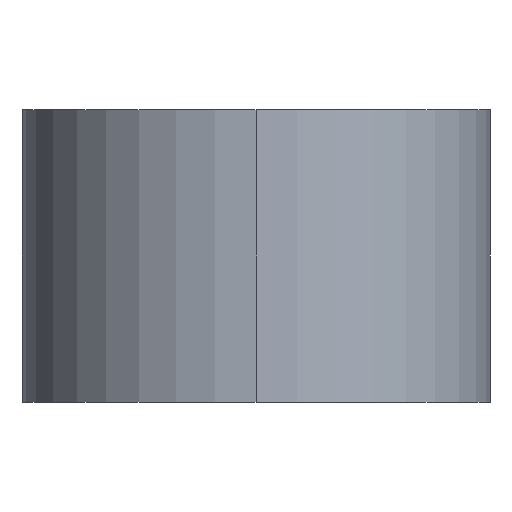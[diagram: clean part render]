
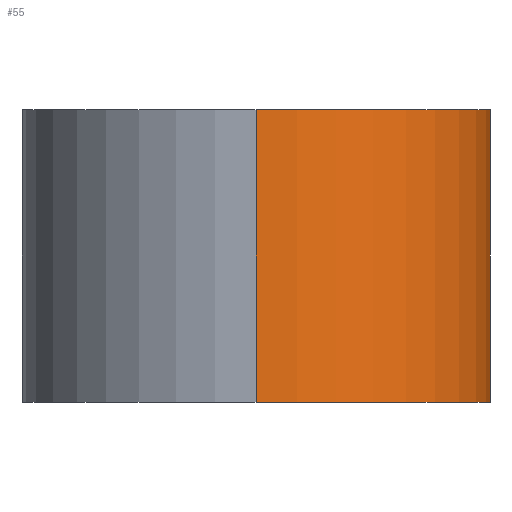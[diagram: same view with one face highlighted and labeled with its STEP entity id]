
A CAD part, left-side view. The second image highlights one B-rep face of the part: STEP entity #55.
In plain terms, the highlighted cylindrical face has radius 3.2 mm (diameter 6.4 mm), a partial arc.
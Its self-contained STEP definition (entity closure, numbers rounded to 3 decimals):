
#28 = EDGE_CURVE ( 'NONE', #303, #364, #345, .T. ) ;
#32 = ORIENTED_EDGE ( 'NONE', *, *, #297, .F. ) ;
#46 = DIRECTION ( 'NONE',  ( 0., 0., 1. ) ) ;
#55 = ADVANCED_FACE ( 'NONE', ( #376 ), #104, .T. ) ;
#57 = DIRECTION ( 'NONE',  ( 0., 0., -1. ) ) ;
#68 = CIRCLE ( 'NONE', #242, 3.2 ) ;
#77 = CARTESIAN_POINT ( 'NONE',  ( -53.5, -3.2, 0. ) ) ;
#88 = ORIENTED_EDGE ( 'NONE', *, *, #129, .T. ) ;
#104 = CYLINDRICAL_SURFACE ( 'NONE', #256, 3.2 ) ;
#128 = EDGE_LOOP ( 'NONE', ( #388, #147, #88, #32 ) ) ;
#129 = EDGE_CURVE ( 'NONE', #364, #211, #68, .T. ) ;
#143 = DIRECTION ( 'NONE',  ( 1., 0., 0. ) ) ;
#147 = ORIENTED_EDGE ( 'NONE', *, *, #28, .T. ) ;
#158 = AXIS2_PLACEMENT_3D ( 'NONE', #213, #235, #385 ) ;
#164 = CARTESIAN_POINT ( 'NONE',  ( -56.7, 0., 4. ) ) ;
#168 = CARTESIAN_POINT ( 'NONE',  ( -53.5, 0., 4. ) ) ;
#180 = CARTESIAN_POINT ( 'NONE',  ( -53.5, -3.2, 4. ) ) ;
#191 = CARTESIAN_POINT ( 'NONE',  ( -56.7, 0., 0. ) ) ;
#192 = VERTEX_POINT ( 'NONE', #231 ) ;
#211 = VERTEX_POINT ( 'NONE', #77 ) ;
#213 = CARTESIAN_POINT ( 'NONE',  ( -53.5, 0., 4. ) ) ;
#223 = VECTOR ( 'NONE', #258, 1000. ) ;
#229 = VECTOR ( 'NONE', #57, 1000. ) ;
#231 = CARTESIAN_POINT ( 'NONE',  ( -53.5, -3.2, 4. ) ) ;
#234 = CIRCLE ( 'NONE', #158, 3.2 ) ;
#235 = DIRECTION ( 'NONE',  ( 0., 0., 1. ) ) ;
#239 = CARTESIAN_POINT ( 'NONE',  ( -56.7, 0., 4. ) ) ;
#242 = AXIS2_PLACEMENT_3D ( 'NONE', #380, #46, #143 ) ;
#256 = AXIS2_PLACEMENT_3D ( 'NONE', #168, #352, #296 ) ;
#258 = DIRECTION ( 'NONE',  ( 0., 0., -1. ) ) ;
#287 = EDGE_CURVE ( 'NONE', #303, #192, #234, .T. ) ;
#296 = DIRECTION ( 'NONE',  ( -1., 0., 0. ) ) ;
#297 = EDGE_CURVE ( 'NONE', #192, #211, #389, .T. ) ;
#303 = VERTEX_POINT ( 'NONE', #239 ) ;
#345 = LINE ( 'NONE', #164, #223 ) ;
#352 = DIRECTION ( 'NONE',  ( 0., 0., -1. ) ) ;
#364 = VERTEX_POINT ( 'NONE', #191 ) ;
#376 = FACE_OUTER_BOUND ( 'NONE', #128, .T. ) ;
#380 = CARTESIAN_POINT ( 'NONE',  ( -53.5, 0., 0. ) ) ;
#385 = DIRECTION ( 'NONE',  ( 1., 0., 0. ) ) ;
#388 = ORIENTED_EDGE ( 'NONE', *, *, #287, .F. ) ;
#389 = LINE ( 'NONE', #180, #229 ) ;
